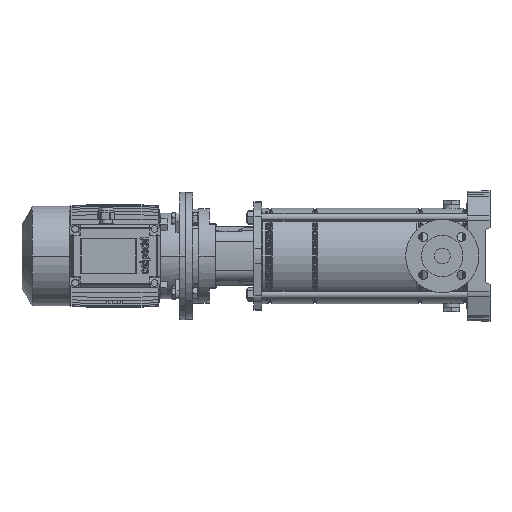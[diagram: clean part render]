
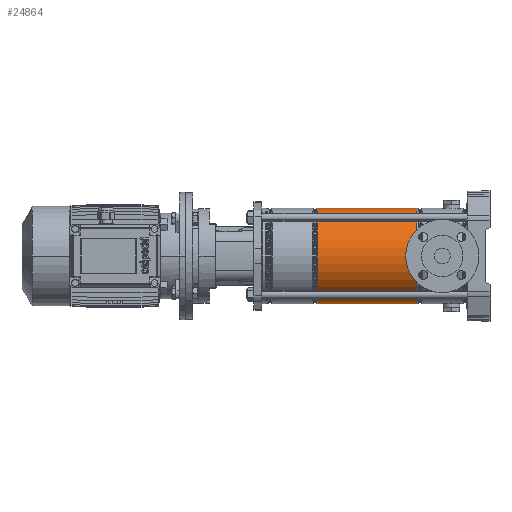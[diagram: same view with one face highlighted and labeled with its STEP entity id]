
A CAD part, left-side view. The second image highlights one B-rep face of the part: STEP entity #24864.
In plain terms, the highlighted cylindrical face has radius 74.9 mm (diameter 149.8 mm), a partial arc.
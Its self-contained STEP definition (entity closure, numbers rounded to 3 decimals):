
#4324 = CARTESIAN_POINT ( 'NONE',  ( 74.9, 0., 243.221 ) ) ;
#6246 = EDGE_CURVE ( 'NONE', #12477, #43433, #57575, .T. ) ;
#10862 = DIRECTION ( 'NONE',  ( -1., 0., 0. ) ) ;
#12477 = VERTEX_POINT ( 'NONE', #60300 ) ;
#13068 = DIRECTION ( 'NONE',  ( 0., 0., -1. ) ) ;
#13504 = ORIENTED_EDGE ( 'NONE', *, *, #25940, .T. ) ;
#15157 = ORIENTED_EDGE ( 'NONE', *, *, #32462, .T. ) ;
#15339 = VERTEX_POINT ( 'NONE', #4324 ) ;
#15801 = DIRECTION ( 'NONE',  ( 0., 0., -1. ) ) ;
#22935 = DIRECTION ( 'NONE',  ( 0., 0., -1. ) ) ;
#23268 = LINE ( 'NONE', #29171, #43962 ) ;
#24675 = CARTESIAN_POINT ( 'NONE',  ( 0., 0., 0. ) ) ;
#24864 = ADVANCED_FACE ( 'NONE', ( #45117 ), #54704, .T. ) ;
#25940 = EDGE_CURVE ( 'NONE', #45795, #43433, #60026, .T. ) ;
#26023 = EDGE_CURVE ( 'NONE', #12477, #15339, #42129, .T. ) ;
#29171 = CARTESIAN_POINT ( 'NONE',  ( 74.9, 0., 0. ) ) ;
#30534 = AXIS2_PLACEMENT_3D ( 'NONE', #45755, #47069, #31231 ) ;
#30944 = ORIENTED_EDGE ( 'NONE', *, *, #26023, .T. ) ;
#31231 = DIRECTION ( 'NONE',  ( 1., 0., 0. ) ) ;
#32174 = ORIENTED_EDGE ( 'NONE', *, *, #6246, .F. ) ;
#32217 = CARTESIAN_POINT ( 'NONE',  ( 0., 0., 243.221 ) ) ;
#32462 = EDGE_CURVE ( 'NONE', #15339, #45795, #23268, .T. ) ;
#36001 = AXIS2_PLACEMENT_3D ( 'NONE', #32217, #53295, #42456 ) ;
#38440 = CARTESIAN_POINT ( 'NONE',  ( 74.9, 0., 87.279 ) ) ;
#41020 = CARTESIAN_POINT ( 'NONE',  ( -74.9, 0., 87.279 ) ) ;
#42129 = CIRCLE ( 'NONE', #36001, 74.9 ) ;
#42456 = DIRECTION ( 'NONE',  ( 1., 0., 0. ) ) ;
#43433 = VERTEX_POINT ( 'NONE', #41020 ) ;
#43962 = VECTOR ( 'NONE', #22935, 1000. ) ;
#45114 = AXIS2_PLACEMENT_3D ( 'NONE', #24675, #15801, #10862 ) ;
#45117 = FACE_OUTER_BOUND ( 'NONE', #49461, .T. ) ;
#45755 = CARTESIAN_POINT ( 'NONE',  ( 0., 0., 87.279 ) ) ;
#45795 = VERTEX_POINT ( 'NONE', #38440 ) ;
#47033 = CARTESIAN_POINT ( 'NONE',  ( -74.9, 0., 0. ) ) ;
#47069 = DIRECTION ( 'NONE',  ( 0., 0., 1. ) ) ;
#49461 = EDGE_LOOP ( 'NONE', ( #30944, #15157, #13504, #32174 ) ) ;
#53295 = DIRECTION ( 'NONE',  ( 0., 0., -1. ) ) ;
#54704 = CYLINDRICAL_SURFACE ( 'NONE', #45114, 74.9 ) ;
#57575 = LINE ( 'NONE', #47033, #58065 ) ;
#58065 = VECTOR ( 'NONE', #13068, 1000. ) ;
#60026 = CIRCLE ( 'NONE', #30534, 74.9 ) ;
#60300 = CARTESIAN_POINT ( 'NONE',  ( -74.9, 0., 243.221 ) ) ;
